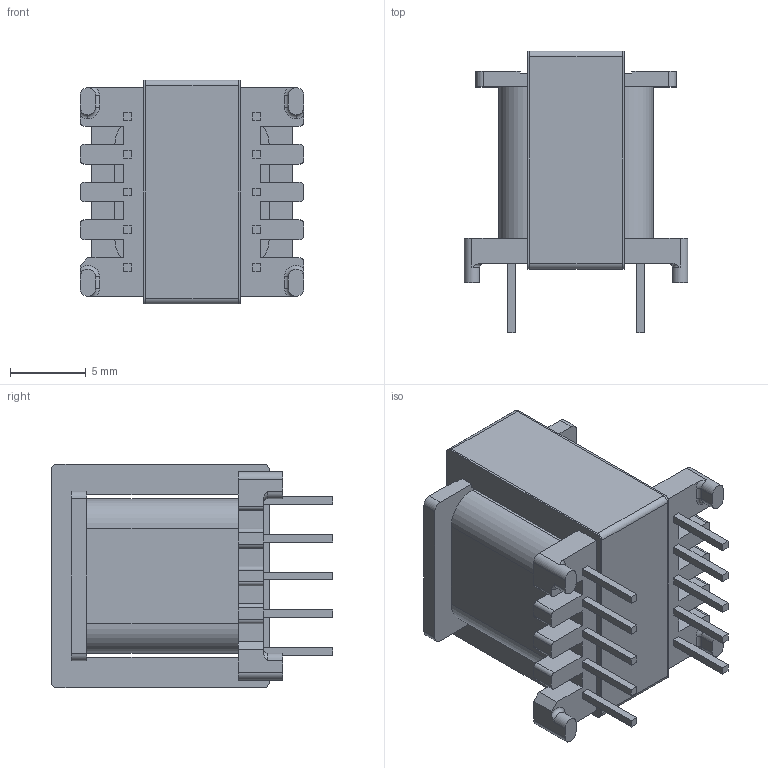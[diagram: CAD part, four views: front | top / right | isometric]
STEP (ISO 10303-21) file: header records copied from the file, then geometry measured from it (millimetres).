
FILE_DESCRIPTION (( 'STEP AP214' ), '1' );
FILE_NAME ('EE13(slash)6(slash)6.STEP', '2020-07-28T18:23:10', ( '' ), ( '' ), 'SwSTEP 2.0', 'SolidWorks 2017', '' );
FILE_SCHEMA (( 'AUTOMOTIVE_DESIGN' ));
Length unit declared in the file: inch
Products named in the file (1): EE13(slash)6(slash)6
Bounding box: 14.73 x 18.54 x 14.73 mm (x, y, z)
Volume: 1903 mm3; surface area: 2973.2 mm2
Topology: 16 solids, 16 shells, 261 faces, 672 edges, 444 vertices
Faces by surface type: plane 186, cylinder 65, torus 10
Entity records: 8143 total; most frequent: CARTESIAN_POINT 1418, ORIENTED_EDGE 1344, DIRECTION 1332, EDGE_CURVE 672, VECTOR 520, LINE 520, VERTEX_POINT 444, AXIS2_PLACEMENT_3D 406
